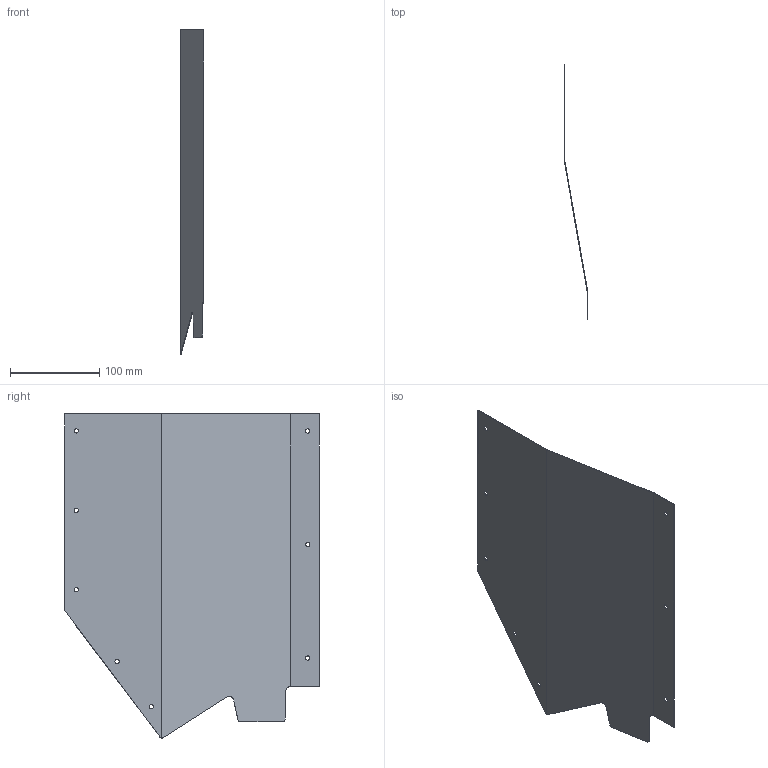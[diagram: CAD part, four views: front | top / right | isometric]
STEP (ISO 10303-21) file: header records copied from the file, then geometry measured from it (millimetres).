
FILE_DESCRIPTION (( 'STEP AP214' ), '1' );
FILE_NAME ('Inboard FWD Right Console Trim.STEP', '2020-09-08T10:16:29', ( '' ), ( '' ), 'SwSTEP 2.0', 'SolidWorks 2019', '' );
FILE_SCHEMA (( 'AUTOMOTIVE_DESIGN' ));
Length unit declared in the file: millimetre
Products named in the file (1): Inboard FWD Right Console Trim
Bounding box: 26.01 x 284.48 x 362.53 mm (x, y, z)
Volume: 55365.9 mm3; surface area: 182475.1 mm2
Topology: 1 solids, 1 shells, 37 faces, 104 edges, 69 vertices
Faces by surface type: cylinder 21, plane 15, bspline 1
Entity records: 1281 total; most frequent: CARTESIAN_POINT 249, ORIENTED_EDGE 208, DIRECTION 207, EDGE_CURVE 104, AXIS2_PLACEMENT_3D 75, VERTEX_POINT 69, LINE 57, VECTOR 57
